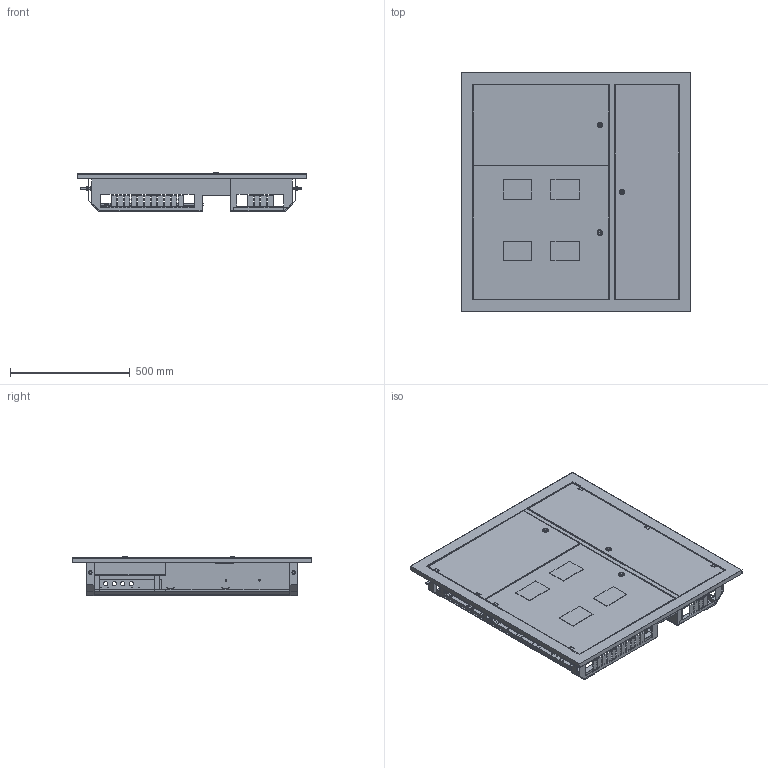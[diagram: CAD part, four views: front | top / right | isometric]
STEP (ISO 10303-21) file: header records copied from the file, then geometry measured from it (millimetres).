
FILE_DESCRIPTION (( 'STEP AP214' ), '1' );
FILE_NAME ('MKM42-04-31 Êîðïóñ ìåòàëëè÷åñêèé ÙÝ-4-1 36 ÓÕË3 IP31.STEP', '2016-08-04T08:12:56', ( 'user' ), ( '' ), 'SwSTEP 2.0', 'SolidWorks 2014', '' );
FILE_SCHEMA (( 'AUTOMOTIVE_DESIGN' ));
Length unit declared in the file: millimetre
Products named in the file (7): Äâåðü îòñåêà ðàñïðåäåëåíèÿ ÙÝ-õ-1; Äâåðü ñëàáîòî÷íîãî îòñåêà ÙÝ-õ-1; Äâåðü ó÷¸òíîãî îòñåêà ÙÝ-4-1; 冓憵 欼-3(4)-1; Îáîëî÷êà ÙÝ-õ-1; MKM42-04-31 Êîðïóñ ìåòàëëè÷åñêèé ÙÝ-4-1 36 ÓÕË3 IP31; Áîëò ÃÎÑÒ 7798_Œ8å40
Assembly tree (9 placements, depth 2):
  MKM42-04-31 Êîðïóñ ìåòàëëè÷åñêèé ÙÝ-4-1 36 ÓÕË3 IP31
    Îáîëî÷êà ÙÝ-õ-1
    冓憵 欼-3(4)-1
    Äâåðü ó÷¸òíîãî îòñåêà ÙÝ-4-1
    Äâåðü ñëàáîòî÷íîãî îòñåêà ÙÝ-õ-1
    Äâåðü îòñåêà ðàñïðåäåëåíèÿ ÙÝ-õ-1
    Áîëò ÃÎÑÒ 7798_Œ8å40  x4
Bounding box: 960 x 1000 x 164.79 mm (x, y, z)
Volume: 2488836.7 mm3; surface area: 4522487.1 mm2
Topology: 39 solids, 39 shells, 3483 faces, 9843 edges, 6375 vertices
Faces by surface type: plane 2614, cylinder 779, cone 78, bspline 12
Entity records: 113115 total; most frequent: CARTESIAN_POINT 20248, ORIENTED_EDGE 19446, DIRECTION 18077, EDGE_CURVE 9723, VECTOR 7973, LINE 7973, VERTEX_POINT 6303, AXIS2_PLACEMENT_3D 5052
